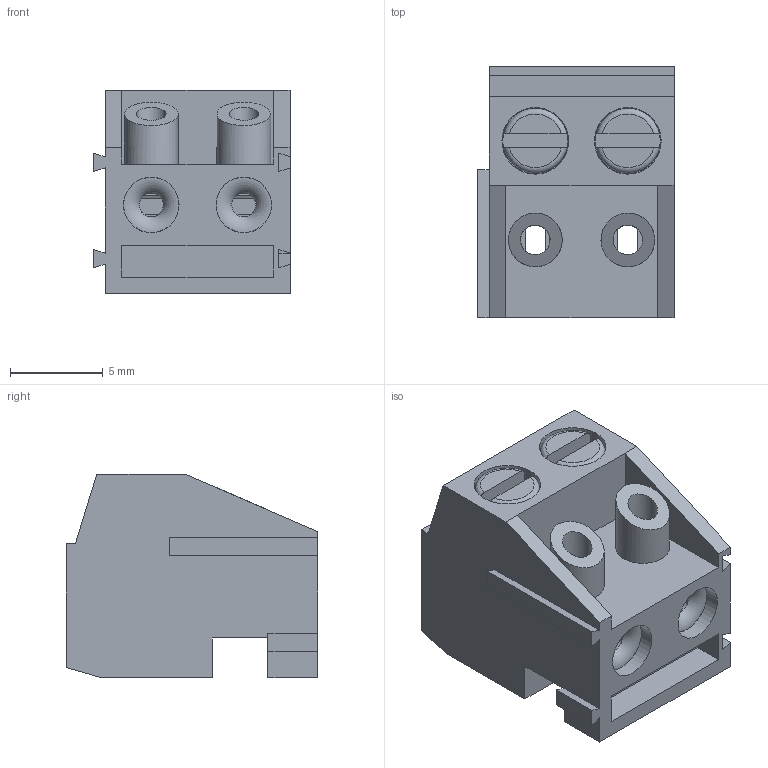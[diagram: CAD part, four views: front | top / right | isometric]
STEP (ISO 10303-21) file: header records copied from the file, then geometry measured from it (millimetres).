
FILE_DESCRIPTION( ( 'Unknown' ), '1' );
FILE_NAME( '691301710002.stp', 'Unknown', ( 'Unknown' ), ( 'Unknown' ), 'PSStep 14.0', 'Unknown', ' ' );
FILE_SCHEMA( ( 'AUTOMOTIVE_DESIGN { 1 0 10303 214 1 1 1 1 }' ) );
Length unit declared in the file: millimetre
Products named in the file (5): Assem1; 691301710002; 6913017100xx_CAGE; 6913017100xx_PIN; 6913017100xx_VISSE
Assembly tree (7 placements, depth 2):
  Assem1
    691301710002
    6913017100xx_CAGE  x2
    6913017100xx_PIN  x2
    6913017100xx_VISSE  x2
Bounding box: 10.6 x 13.6 x 11 mm (x, y, z)
Volume: 768 mm3; surface area: 2055.9 mm2
Topology: 7 solids, 7 shells, 337 faces, 901 edges, 593 vertices
Faces by surface type: plane 219, cylinder 106, torus 10, cone 2
Full cylindrical faces by diameter (mm): 1.6 x4, 2 x2, 2.5 x2, 2.8 x2, 2.9 x2, 3 x4, 3.5 x2, 3.6 x2
Entity records: 8313 total; most frequent: CARTESIAN_POINT 1194, DIRECTION 1087, ORIENTED_EDGE 1076, EDGE_CURVE 538, LINE 417, VECTOR 417, VERTEX_POINT 364, AXIS2_PLACEMENT_3D 335
